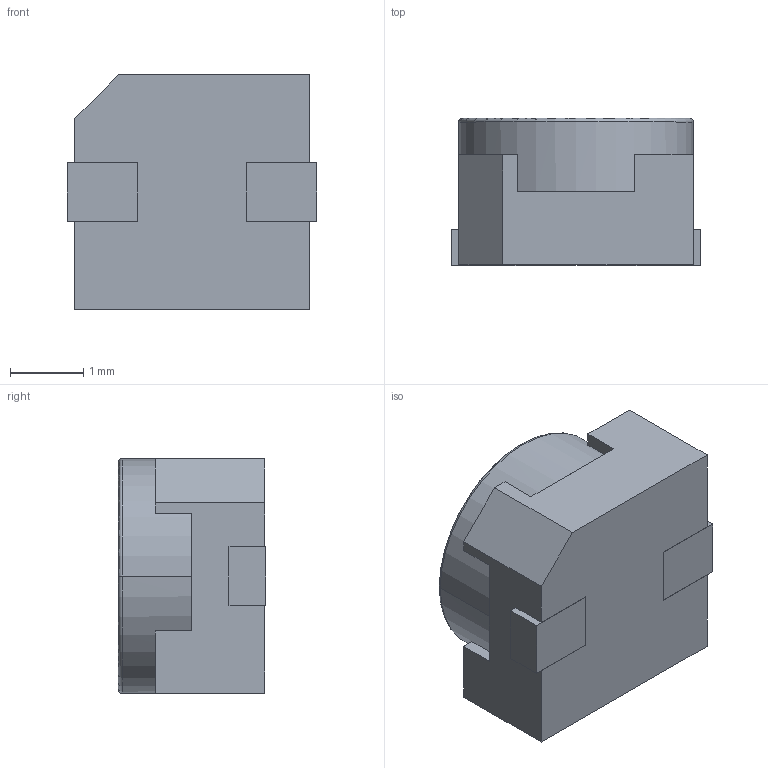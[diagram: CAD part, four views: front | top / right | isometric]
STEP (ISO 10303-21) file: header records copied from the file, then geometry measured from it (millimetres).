
FILE_DESCRIPTION (( 'STEP AP214' ), '1' );
FILE_NAME ('CUI_DEVICES_CMT-322-65-SMT-TR.step', '2021-08-24T15:27:21', ( '' ), ( '' ), 'SwSTEP 2.0', 'SolidWorks 2021', '' );
FILE_SCHEMA (( 'AUTOMOTIVE_DESIGN' ));
Length unit declared in the file: inch
Products named in the file (1): CUI_DEVICES_CMT-322-65-SMT-TR
Bounding box: 3.4 x 2.01 x 3.2 mm (x, y, z)
Volume: 10.5 mm3; surface area: 89.4 mm2
Topology: 2 solids, 2 shells, 70 faces, 189 edges, 126 vertices
Faces by surface type: plane 54, cylinder 14, torus 2
Entity records: 2428 total; most frequent: CARTESIAN_POINT 386, ORIENTED_EDGE 378, DIRECTION 373, EDGE_CURVE 189, VECTOR 147, LINE 147, VERTEX_POINT 126, AXIS2_PLACEMENT_3D 113
